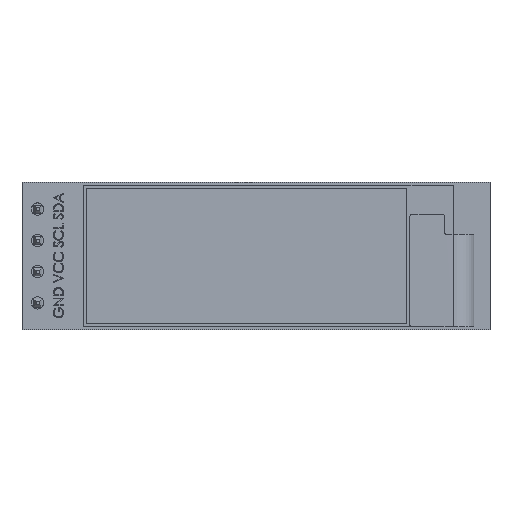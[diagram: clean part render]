
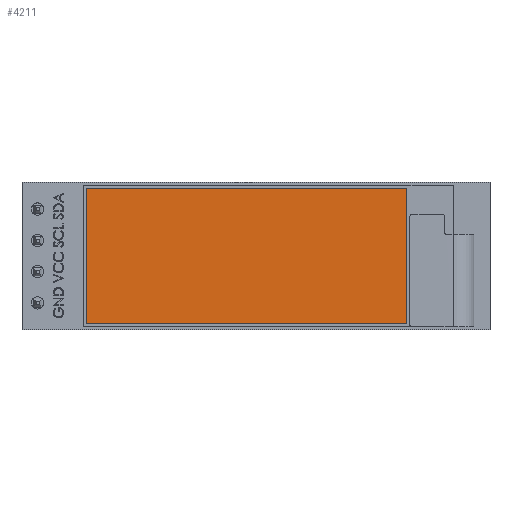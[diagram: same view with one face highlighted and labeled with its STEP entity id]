
A CAD part, top view. The second image highlights one B-rep face of the part: STEP entity #4211.
In plain terms, the highlighted planar face has unit normal (0, 0, 1).
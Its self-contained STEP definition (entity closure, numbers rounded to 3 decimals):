
#309 = LINE ( 'NONE', #11571, #8775 ) ;
#555 = VERTEX_POINT ( 'NONE', #5790 ) ;
#671 = VERTEX_POINT ( 'NONE', #10327 ) ;
#767 = ORIENTED_EDGE ( 'NONE', *, *, #8208, .T. ) ;
#1262 = CARTESIAN_POINT ( 'NONE',  ( 12.25, -5.5, 2.9 ) ) ;
#1861 = DIRECTION ( 'NONE',  ( 0., 0., 1. ) ) ;
#2979 = FACE_OUTER_BOUND ( 'NONE', #8898, .T. ) ;
#3761 = EDGE_CURVE ( 'NONE', #555, #671, #9832, .T. ) ;
#4211 = ADVANCED_FACE ( 'NONE', ( #2979 ), #9208, .T. ) ;
#4308 = CARTESIAN_POINT ( 'NONE',  ( -13.75, -5.5, 2.9 ) ) ;
#5223 = DIRECTION ( 'NONE',  ( 1., 0., 0. ) ) ;
#5652 = CARTESIAN_POINT ( 'NONE',  ( 12.25, 5.5, 2.9 ) ) ;
#5790 = CARTESIAN_POINT ( 'NONE',  ( 12.25, 5.5, 2.9 ) ) ;
#6380 = DIRECTION ( 'NONE',  ( -1., 0., 0. ) ) ;
#6405 = AXIS2_PLACEMENT_3D ( 'NONE', #11196, #1861, #5223 ) ;
#6510 = DIRECTION ( 'NONE',  ( 0., -1., 0. ) ) ;
#7479 = VECTOR ( 'NONE', #9829, 1000. ) ;
#7964 = EDGE_CURVE ( 'NONE', #9280, #555, #10537, .T. ) ;
#8017 = ORIENTED_EDGE ( 'NONE', *, *, #7964, .T. ) ;
#8208 = EDGE_CURVE ( 'NONE', #671, #8468, #309, .T. ) ;
#8468 = VERTEX_POINT ( 'NONE', #9717 ) ;
#8497 = VECTOR ( 'NONE', #8506, 1000. ) ;
#8506 = DIRECTION ( 'NONE',  ( 1., 0., 0. ) ) ;
#8775 = VECTOR ( 'NONE', #6510, 1000. ) ;
#8898 = EDGE_LOOP ( 'NONE', ( #8017, #10698, #767, #11133 ) ) ;
#9127 = LINE ( 'NONE', #4308, #8497 ) ;
#9208 = PLANE ( 'NONE',  #6405 ) ;
#9280 = VERTEX_POINT ( 'NONE', #1262 ) ;
#9446 = CARTESIAN_POINT ( 'NONE',  ( -13.75, 5.5, 2.9 ) ) ;
#9717 = CARTESIAN_POINT ( 'NONE',  ( -13.75, -5.5, 2.9 ) ) ;
#9829 = DIRECTION ( 'NONE',  ( 0., 1., 0. ) ) ;
#9832 = LINE ( 'NONE', #9446, #12568 ) ;
#10327 = CARTESIAN_POINT ( 'NONE',  ( -13.75, 5.5, 2.9 ) ) ;
#10537 = LINE ( 'NONE', #5652, #7479 ) ;
#10698 = ORIENTED_EDGE ( 'NONE', *, *, #3761, .T. ) ;
#11133 = ORIENTED_EDGE ( 'NONE', *, *, #11826, .T. ) ;
#11196 = CARTESIAN_POINT ( 'NONE',  ( 0., 0., 2.9 ) ) ;
#11571 = CARTESIAN_POINT ( 'NONE',  ( -13.75, 5.5, 2.9 ) ) ;
#11826 = EDGE_CURVE ( 'NONE', #8468, #9280, #9127, .T. ) ;
#12568 = VECTOR ( 'NONE', #6380, 1000. ) ;
